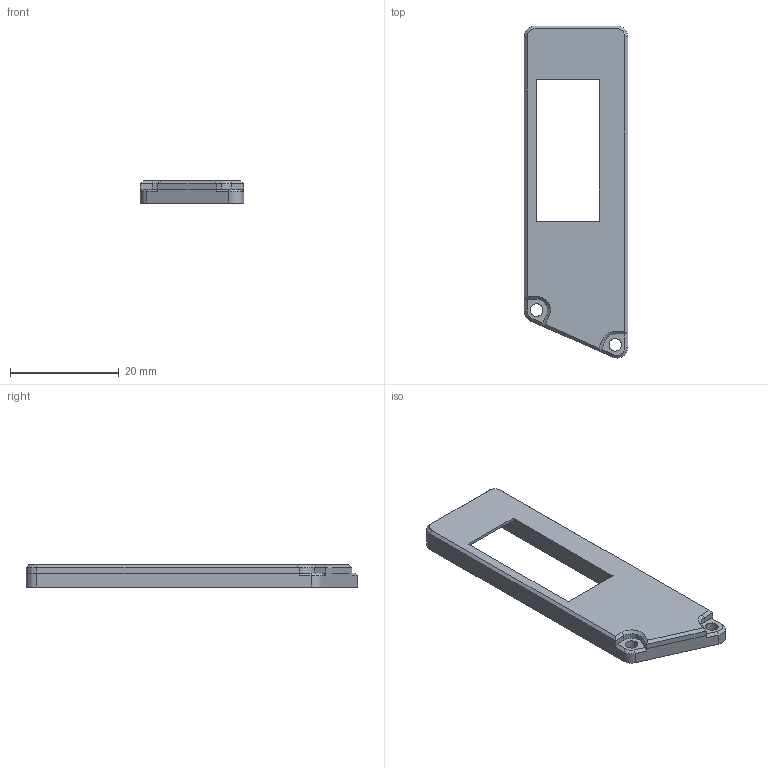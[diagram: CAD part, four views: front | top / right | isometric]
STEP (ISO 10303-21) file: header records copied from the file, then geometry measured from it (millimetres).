
FILE_DESCRIPTION(/* description */ (''),/* implementation_level */ '2;1');
FILE_NAME(/* name */ 'OLED Cover Left',/* time_stamp */ '2025-02-16T21:43:35+13:00',/* author */ (''),/* organization */ (''),/* preprocessor_version */ 'ST-DEVELOPER v16.5',/* originating_system */ 'Rhino 7.37',/* authorisation */ '');
FILE_SCHEMA (('AUTOMOTIVE_DESIGN_CC2'));
Length unit declared in the file: millimetre
Products named in the file (1): Document
Bounding box: 18.97 x 60.95 x 4.05 mm (x, y, z)
Surface area: 2576 mm2 (no closed solid volume)
Topology: 0 solids, 1 shells, 58 faces, 136 edges, 80 vertices
Faces by surface type: plane 41, cylinder 11, bspline 6
Full cylindrical faces by diameter (mm): 2.3 x2
Entity records: 1529 total; most frequent: CARTESIAN_POINT 570, ORIENTED_EDGE 272, EDGE_CURVE 136, B_SPLINE_CURVE_WITH_KNOTS 99, VERTEX_POINT 80, EDGE_LOOP 66, ADVANCED_FACE 59, FACE_OUTER_BOUND 59
